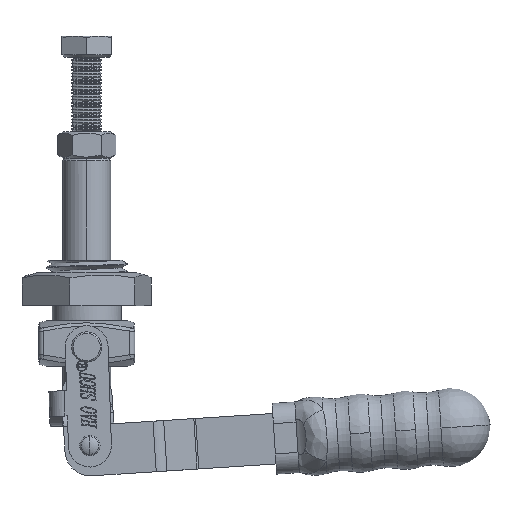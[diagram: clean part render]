
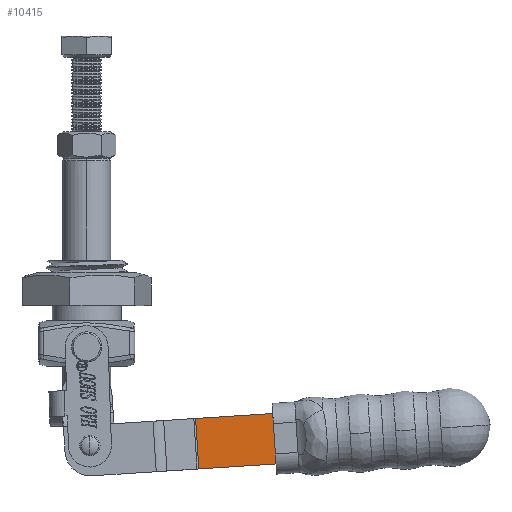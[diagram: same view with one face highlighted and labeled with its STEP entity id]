
A CAD part, front view. The second image highlights one B-rep face of the part: STEP entity #10415.
In plain terms, the highlighted face is planar.
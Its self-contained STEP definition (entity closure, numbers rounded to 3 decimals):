
#497 = DIRECTION ( 'NONE',  ( -1., 0., 0. ) ) ;
#498 = CARTESIAN_POINT ( 'NONE',  ( -10.206, -21.207, -4.75 ) ) ;
#2552 = AXIS2_PLACEMENT_3D ( 'NONE', #8904, #8914, #8916 ) ;
#5245 = EDGE_CURVE ( 'NONE', #7022, #25487, #20075, .T. ) ;
#5262 = EDGE_CURVE ( 'NONE', #6851, #7022, #20100, .T. ) ;
#5275 = EDGE_CURVE ( 'NONE', #6926, #6851, #20120, .T. ) ;
#5491 = EDGE_CURVE ( 'NONE', #25487, #6926, #20439, .T. ) ;
#6851 = VERTEX_POINT ( 'NONE', #35651 ) ;
#6926 = VERTEX_POINT ( 'NONE', #35748 ) ;
#7022 = VERTEX_POINT ( 'NONE', #35845 ) ;
#8904 = CARTESIAN_POINT ( 'NONE',  ( -10.206, 2.749, -4.75 ) ) ;
#8911 = PLANE ( 'NONE',  #2552 ) ;
#8914 = DIRECTION ( 'NONE',  ( 0., 0., 1. ) ) ;
#8916 = DIRECTION ( 'NONE',  ( 1., 0., 0. ) ) ;
#10415 = ADVANCED_FACE ( 'NONE', ( #42687 ), #8911, .T. ) ;
#13803 = AXIS2_PLACEMENT_3D ( 'NONE', #36553, #36552, #36551 ) ;
#15311 = ORIENTED_EDGE ( 'NONE', *, *, #5245, .T. ) ;
#15312 = ORIENTED_EDGE ( 'NONE', *, *, #5491, .T. ) ;
#15313 = ORIENTED_EDGE ( 'NONE', *, *, #5275, .T. ) ;
#15314 = ORIENTED_EDGE ( 'NONE', *, *, #5262, .T. ) ;
#20075 = LINE ( 'NONE', #43240, #20082 ) ;
#20082 = VECTOR ( 'NONE', #43222, 1000. ) ;
#20100 = CIRCLE ( 'NONE', #13803, 5. ) ;
#20114 = VECTOR ( 'NONE', #36517, 1000. ) ;
#20120 = LINE ( 'NONE', #36518, #20114 ) ;
#20439 = LINE ( 'NONE', #498, #20442 ) ;
#20442 = VECTOR ( 'NONE', #497, 1000. ) ;
#25487 = VERTEX_POINT ( 'NONE', #26001 ) ;
#26001 = CARTESIAN_POINT ( 'NONE',  ( -6., -21.207, -4.75 ) ) ;
#35651 = CARTESIAN_POINT ( 'NONE',  ( -16., -71., -4.75 ) ) ;
#35748 = CARTESIAN_POINT ( 'NONE',  ( -16., -21.207, -4.75 ) ) ;
#35845 = CARTESIAN_POINT ( 'NONE',  ( -6., -71., -4.75 ) ) ;
#36517 = DIRECTION ( 'NONE',  ( 0., -1., 0. ) ) ;
#36518 = CARTESIAN_POINT ( 'NONE',  ( -16., 2.749, -4.75 ) ) ;
#36551 = DIRECTION ( 'NONE',  ( 1., 0., 0. ) ) ;
#36552 = DIRECTION ( 'NONE',  ( 0., 0., 1. ) ) ;
#36553 = CARTESIAN_POINT ( 'NONE',  ( -11., -71., -4.75 ) ) ;
#42687 = FACE_OUTER_BOUND ( 'NONE', #45263, .T. ) ;
#43222 = DIRECTION ( 'NONE',  ( 0., 1., 0. ) ) ;
#43240 = CARTESIAN_POINT ( 'NONE',  ( -6., -29.251, -4.75 ) ) ;
#45263 = EDGE_LOOP ( 'NONE', ( #15311, #15312, #15313, #15314 ) ) ;
